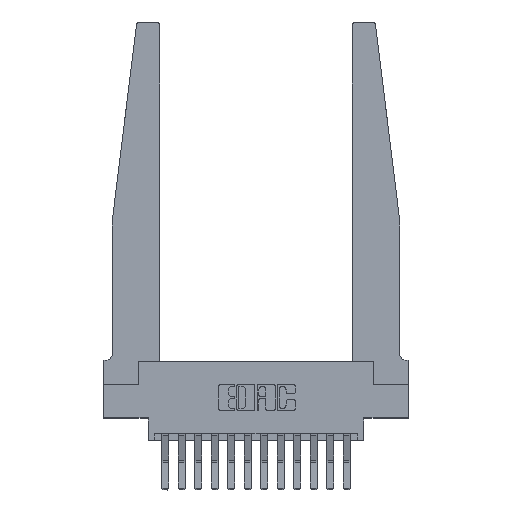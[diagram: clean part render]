
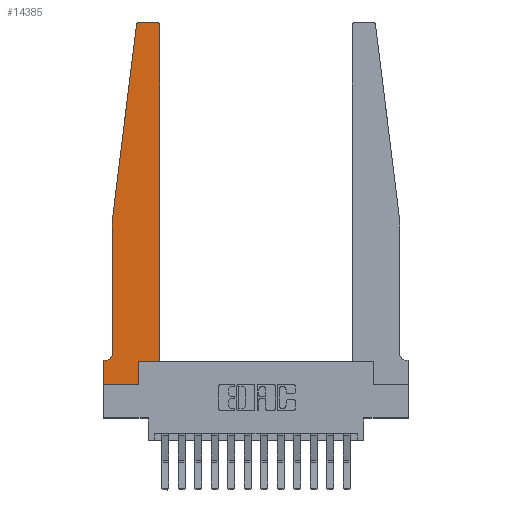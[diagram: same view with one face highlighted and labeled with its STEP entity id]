
A CAD part, top view. The second image highlights one B-rep face of the part: STEP entity #14385.
In plain terms, the highlighted planar face has unit normal (0, 0, 1).
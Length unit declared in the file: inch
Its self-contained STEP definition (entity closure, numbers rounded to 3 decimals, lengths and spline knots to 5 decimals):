
#114 = ORIENTED_EDGE ( 'NONE', *, *, #10530, .T. ) ;
#231 = DIRECTION ( 'NONE',  ( 0., 1., 0. ) ) ;
#389 = AXIS2_PLACEMENT_3D ( 'NONE', #16061, #8353, #467 ) ;
#467 = DIRECTION ( 'NONE',  ( 1., 0., 0. ) ) ;
#725 = VECTOR ( 'NONE', #8120, 39.37008 ) ;
#1029 = DIRECTION ( 'NONE',  ( -1., 0., 0. ) ) ;
#1117 = EDGE_CURVE ( 'NONE', #7816, #16291, #13428, .T. ) ;
#1161 = DIRECTION ( 'NONE',  ( 1., 0., 0. ) ) ;
#1215 = VERTEX_POINT ( 'NONE', #9309 ) ;
#1383 = CARTESIAN_POINT ( 'NONE',  ( 0.065, 0.1875, 0.37 ) ) ;
#1442 = VERTEX_POINT ( 'NONE', #5754 ) ;
#1494 = VERTEX_POINT ( 'NONE', #8511 ) ;
#1581 = VERTEX_POINT ( 'NONE', #2130 ) ;
#1610 = ORIENTED_EDGE ( 'NONE', *, *, #1117, .T. ) ;
#1715 = CARTESIAN_POINT ( 'NONE',  ( 0.395, 2.75, 0.37 ) ) ;
#1775 = EDGE_CURVE ( 'NONE', #1442, #6836, #8623, .T. ) ;
#1882 = AXIS2_PLACEMENT_3D ( 'NONE', #16725, #9015, #1161 ) ;
#2130 = CARTESIAN_POINT ( 'NONE',  ( 0.24675, 2.72367, 0.37 ) ) ;
#2407 = CIRCLE ( 'NONE', #1882, 0.03 ) ;
#2427 = VECTOR ( 'NONE', #16663, 39.37008 ) ;
#2731 = ORIENTED_EDGE ( 'NONE', *, *, #5151, .T. ) ;
#2853 = DIRECTION ( 'NONE',  ( 0., -1., 0. ) ) ;
#2915 = PLANE ( 'NONE',  #11759 ) ;
#2976 = EDGE_CURVE ( 'NONE', #16291, #1494, #5698, .T. ) ;
#3691 = CARTESIAN_POINT ( 'NONE',  ( 0.015, 0.2375, 0.37 ) ) ;
#4233 = DIRECTION ( 'NONE',  ( 1., 0., 0. ) ) ;
#4621 = LINE ( 'NONE', #10683, #11147 ) ;
#5006 = DIRECTION ( 'NONE',  ( -1., 0., 0. ) ) ;
#5018 = FACE_OUTER_BOUND ( 'NONE', #7453, .T. ) ;
#5069 = AXIS2_PLACEMENT_3D ( 'NONE', #3691, #12779, #5006 ) ;
#5123 = VECTOR ( 'NONE', #15655, 39.37008 ) ;
#5151 = EDGE_CURVE ( 'NONE', #1215, #8651, #9802, .T. ) ;
#5174 = DIRECTION ( 'NONE',  ( 0., -1., 0. ) ) ;
#5494 = VERTEX_POINT ( 'NONE', #1715 ) ;
#5698 = LINE ( 'NONE', #9425, #8774 ) ;
#5754 = CARTESIAN_POINT ( 'NONE',  ( 0.015, 0.1875, 0.37 ) ) ;
#5883 = CARTESIAN_POINT ( 'NONE',  ( 0.425, 2.72, 0.37 ) ) ;
#6057 = ORIENTED_EDGE ( 'NONE', *, *, #11941, .T. ) ;
#6146 = CARTESIAN_POINT ( 'NONE',  ( 0.27653, 2.75, 0.37 ) ) ;
#6303 = ORIENTED_EDGE ( 'NONE', *, *, #11591, .T. ) ;
#6480 = CARTESIAN_POINT ( 'NONE',  ( 0.065, 1.25, 0.37 ) ) ;
#6519 = DIRECTION ( 'NONE',  ( 1., 0., 0. ) ) ;
#6780 = EDGE_CURVE ( 'NONE', #1494, #1215, #8555, .T. ) ;
#6786 = LINE ( 'NONE', #6480, #16670 ) ;
#6836 = VERTEX_POINT ( 'NONE', #12061 ) ;
#7393 = VECTOR ( 'NONE', #6519, 39.37008 ) ;
#7453 = EDGE_LOOP ( 'NONE', ( #15982, #7681, #114, #6303, #6057, #9027, #9622, #1610, #8046, #8834, #2731, #12136 ) ) ;
#7503 = VECTOR ( 'NONE', #1029, 39.37008 ) ;
#7606 = VERTEX_POINT ( 'NONE', #6146 ) ;
#7652 = CARTESIAN_POINT ( 'NONE',  ( 0.425, 0.18, 0.37 ) ) ;
#7681 = ORIENTED_EDGE ( 'NONE', *, *, #16675, .T. ) ;
#7816 = VERTEX_POINT ( 'NONE', #11757 ) ;
#8046 = ORIENTED_EDGE ( 'NONE', *, *, #2976, .T. ) ;
#8120 = DIRECTION ( 'NONE',  ( 1., 0., 0. ) ) ;
#8353 = DIRECTION ( 'NONE',  ( 0., 0., 1. ) ) ;
#8511 = CARTESIAN_POINT ( 'NONE',  ( 0.2605, 0.18, 0.37 ) ) ;
#8555 = LINE ( 'NONE', #12004, #725 ) ;
#8586 = VECTOR ( 'NONE', #5174, 39.37008 ) ;
#8623 = LINE ( 'NONE', #1383, #5123 ) ;
#8651 = VERTEX_POINT ( 'NONE', #5883 ) ;
#8774 = VECTOR ( 'NONE', #231, 39.37008 ) ;
#8834 = ORIENTED_EDGE ( 'NONE', *, *, #6780, .T. ) ;
#9015 = DIRECTION ( 'NONE',  ( 0., 0., 1. ) ) ;
#9027 = ORIENTED_EDGE ( 'NONE', *, *, #1775, .T. ) ;
#9157 = DIRECTION ( 'NONE',  ( -0.122, -0.992, 0. ) ) ;
#9309 = CARTESIAN_POINT ( 'NONE',  ( 0.425, 0.18, 0.37 ) ) ;
#9425 = CARTESIAN_POINT ( 'NONE',  ( 0.2605, 0.18, 0.37 ) ) ;
#9449 = CARTESIAN_POINT ( 'NONE',  ( 0., 0.1875, 0.37 ) ) ;
#9602 = CARTESIAN_POINT ( 'NONE',  ( 0.065, 0.2375, 0.37 ) ) ;
#9622 = ORIENTED_EDGE ( 'NONE', *, *, #14351, .T. ) ;
#9802 = LINE ( 'NONE', #7652, #2427 ) ;
#10358 = CARTESIAN_POINT ( 'NONE',  ( 0.065, 1.25, 0.37 ) ) ;
#10530 = EDGE_CURVE ( 'NONE', #1581, #11596, #6786, .T. ) ;
#10577 = CIRCLE ( 'NONE', #5069, 0.05 ) ;
#10683 = CARTESIAN_POINT ( 'NONE',  ( 0., 0., 0.37 ) ) ;
#10767 = VERTEX_POINT ( 'NONE', #9602 ) ;
#10952 = LINE ( 'NONE', #15431, #7503 ) ;
#11147 = VECTOR ( 'NONE', #2853, 39.37008 ) ;
#11534 = EDGE_CURVE ( 'NONE', #8651, #5494, #2407, .T. ) ;
#11591 = EDGE_CURVE ( 'NONE', #11596, #10767, #11995, .T. ) ;
#11596 = VERTEX_POINT ( 'NONE', #10358 ) ;
#11685 = CARTESIAN_POINT ( 'NONE',  ( 0., 0., 0.37 ) ) ;
#11757 = CARTESIAN_POINT ( 'NONE',  ( 0., 0., 0.37 ) ) ;
#11759 = AXIS2_PLACEMENT_3D ( 'NONE', #9449, #12029, #4233 ) ;
#11941 = EDGE_CURVE ( 'NONE', #10767, #1442, #10577, .T. ) ;
#11995 = LINE ( 'NONE', #12933, #8586 ) ;
#12004 = CARTESIAN_POINT ( 'NONE',  ( 0.425, 0.18, 0.37 ) ) ;
#12029 = DIRECTION ( 'NONE',  ( 0., 0., 1. ) ) ;
#12061 = CARTESIAN_POINT ( 'NONE',  ( 0., 0.1875, 0.37 ) ) ;
#12136 = ORIENTED_EDGE ( 'NONE', *, *, #11534, .T. ) ;
#12779 = DIRECTION ( 'NONE',  ( 0., 0., -1. ) ) ;
#12933 = CARTESIAN_POINT ( 'NONE',  ( 0.065, 1.25, 0.37 ) ) ;
#13062 = CIRCLE ( 'NONE', #389, 0.03 ) ;
#13428 = LINE ( 'NONE', #11685, #7393 ) ;
#14002 = CARTESIAN_POINT ( 'NONE',  ( 0.2605, 0., 0.37 ) ) ;
#14127 = EDGE_CURVE ( 'NONE', #5494, #7606, #10952, .T. ) ;
#14351 = EDGE_CURVE ( 'NONE', #6836, #7816, #4621, .T. ) ;
#14385 = ADVANCED_FACE ( 'NONE', ( #5018 ), #2915, .T. ) ;
#15431 = CARTESIAN_POINT ( 'NONE',  ( 0.25, 2.75, 0.37 ) ) ;
#15655 = DIRECTION ( 'NONE',  ( -1., 0., 0. ) ) ;
#15982 = ORIENTED_EDGE ( 'NONE', *, *, #14127, .T. ) ;
#16061 = CARTESIAN_POINT ( 'NONE',  ( 0.27653, 2.72, 0.37 ) ) ;
#16291 = VERTEX_POINT ( 'NONE', #14002 ) ;
#16663 = DIRECTION ( 'NONE',  ( 0., 1., 0. ) ) ;
#16670 = VECTOR ( 'NONE', #9157, 39.37008 ) ;
#16675 = EDGE_CURVE ( 'NONE', #7606, #1581, #13062, .T. ) ;
#16725 = CARTESIAN_POINT ( 'NONE',  ( 0.395, 2.72, 0.37 ) ) ;
